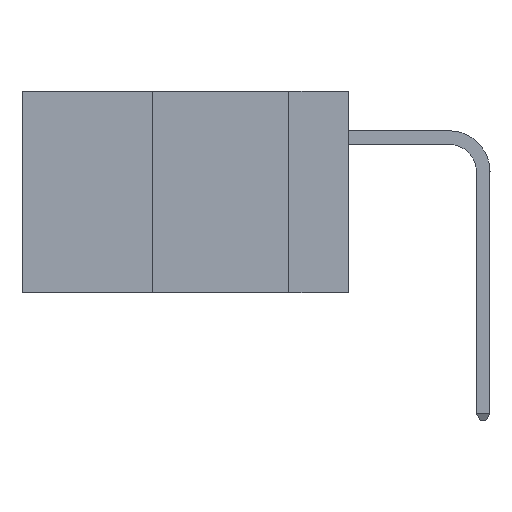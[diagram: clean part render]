
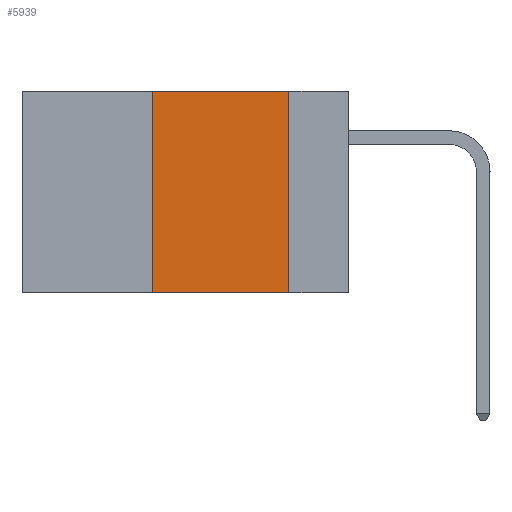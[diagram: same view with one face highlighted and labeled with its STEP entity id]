
A CAD part, left-side view. The second image highlights one B-rep face of the part: STEP entity #5939.
In plain terms, the highlighted planar face has unit normal (-1, 0, 0).
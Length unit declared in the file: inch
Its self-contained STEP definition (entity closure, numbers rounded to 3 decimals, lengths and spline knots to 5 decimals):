
#373 = ORIENTED_EDGE ( 'NONE', *, *, #8306, .F. ) ;
#1060 = CARTESIAN_POINT ( 'NONE',  ( 0., 0.36, 0. ) ) ;
#2097 = LINE ( 'NONE', #12610, #4927 ) ;
#2794 = AXIS2_PLACEMENT_3D ( 'NONE', #15796, #7796, #17114 ) ;
#3177 = VERTEX_POINT ( 'NONE', #15684 ) ;
#4927 = VECTOR ( 'NONE', #13931, 39.37008 ) ;
#5372 = LINE ( 'NONE', #6390, #12201 ) ;
#5639 = ORIENTED_EDGE ( 'NONE', *, *, #14849, .T. ) ;
#5939 = ADVANCED_FACE ( 'NONE', ( #8336 ), #14489, .F. ) ;
#6390 = CARTESIAN_POINT ( 'NONE',  ( 0., 0.6, -0.37 ) ) ;
#6762 = VERTEX_POINT ( 'NONE', #16003 ) ;
#7555 = DIRECTION ( 'NONE',  ( 0., 0., 1. ) ) ;
#7761 = DIRECTION ( 'NONE',  ( 0., -1., 0. ) ) ;
#7796 = DIRECTION ( 'NONE',  ( 1., 0., 0. ) ) ;
#7844 = EDGE_CURVE ( 'NONE', #16177, #13581, #9343, .T. ) ;
#8306 = EDGE_CURVE ( 'NONE', #13581, #6762, #12482, .T. ) ;
#8336 = FACE_OUTER_BOUND ( 'NONE', #15733, .T. ) ;
#9343 = LINE ( 'NONE', #10295, #15982 ) ;
#10295 = CARTESIAN_POINT ( 'NONE',  ( 0., 0.36, 0. ) ) ;
#11866 = ORIENTED_EDGE ( 'NONE', *, *, #7844, .F. ) ;
#12201 = VECTOR ( 'NONE', #7761, 39.37008 ) ;
#12482 = LINE ( 'NONE', #12802, #15556 ) ;
#12610 = CARTESIAN_POINT ( 'NONE',  ( 0., 0.11, 0. ) ) ;
#12663 = ORIENTED_EDGE ( 'NONE', *, *, #14428, .F. ) ;
#12802 = CARTESIAN_POINT ( 'NONE',  ( 0., 0.6, 0. ) ) ;
#13581 = VERTEX_POINT ( 'NONE', #1060 ) ;
#13931 = DIRECTION ( 'NONE',  ( 0., 0., -1. ) ) ;
#14428 = EDGE_CURVE ( 'NONE', #6762, #3177, #2097, .T. ) ;
#14489 = PLANE ( 'NONE',  #2794 ) ;
#14849 = EDGE_CURVE ( 'NONE', #16177, #3177, #5372, .T. ) ;
#15438 = DIRECTION ( 'NONE',  ( 0., -1., 0. ) ) ;
#15556 = VECTOR ( 'NONE', #15438, 39.37008 ) ;
#15684 = CARTESIAN_POINT ( 'NONE',  ( 0., 0.11, -0.37 ) ) ;
#15733 = EDGE_LOOP ( 'NONE', ( #12663, #373, #11866, #5639 ) ) ;
#15796 = CARTESIAN_POINT ( 'NONE',  ( 0., 0.6, 0. ) ) ;
#15982 = VECTOR ( 'NONE', #7555, 39.37008 ) ;
#16003 = CARTESIAN_POINT ( 'NONE',  ( 0., 0.11, 0. ) ) ;
#16177 = VERTEX_POINT ( 'NONE', #16228 ) ;
#16228 = CARTESIAN_POINT ( 'NONE',  ( 0., 0.36, -0.37 ) ) ;
#17114 = DIRECTION ( 'NONE',  ( 0., 0., -1. ) ) ;
